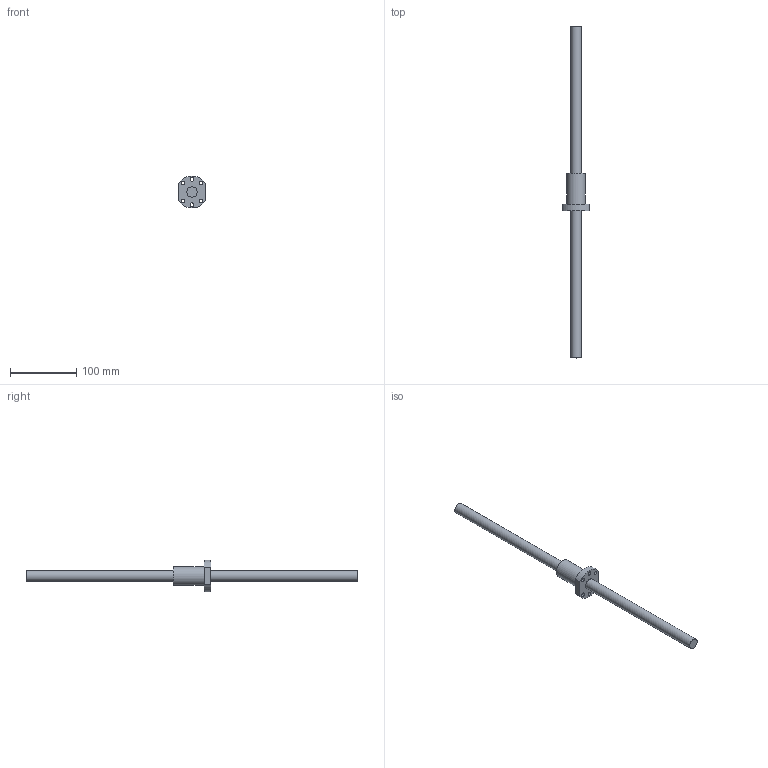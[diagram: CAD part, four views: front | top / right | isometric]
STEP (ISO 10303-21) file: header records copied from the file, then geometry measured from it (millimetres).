
FILE_DESCRIPTION(/* description */ (''),/* implementation_level */ '2;1');
FILE_NAME(/* name */ 'SFU01610-3-D-NoneNone-800.stp',/* time_stamp */ '2014-07-07T18:23:18+08:00',/* author */ (''),/* organization */ (''),/* preprocessor_version */ 'ST-DEVELOPER v11',/* originating_system */ 'SIEMENS UGS NX 6.0',/* authorisation */ '');
FILE_SCHEMA (('AUTOMOTIVE_DESIGN { 1 0 10303 214 1 1 1 1 }'));
Length unit declared in the file: millimetre
Products named in the file (1): SFU01610-3-D-NoneNone-800
Bounding box: 40 x 500 x 48 mm (x, y, z)
Volume: 132920.3 mm3; surface area: 37886.1 mm2
Topology: 2 solids, 2 shells, 20 faces, 51 edges, 36 vertices
Faces by surface type: cylinder 12, plane 7, torus 1
Full cylindrical faces by diameter (mm): 5 x1, 5.5 x6, 16 x2, 28 x1
Entity records: 679 total; most frequent: CARTESIAN_POINT 197, DIRECTION 96, ORIENTED_EDGE 66, EDGE_LOOP 48, AXIS2_PLACEMENT_3D 44, FACE_BOUND 43, EDGE_CURVE 33, VERTEX_POINT 29
